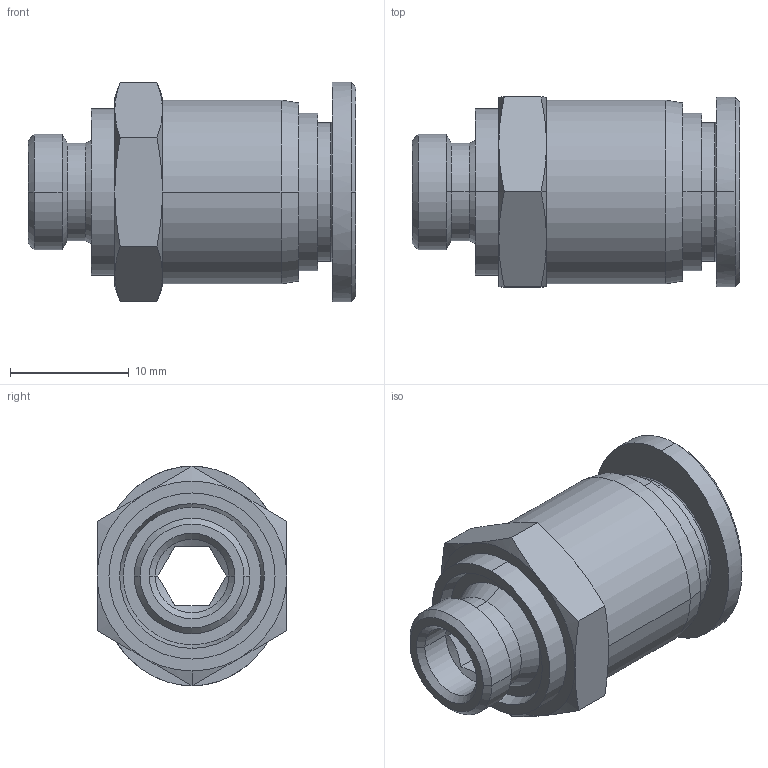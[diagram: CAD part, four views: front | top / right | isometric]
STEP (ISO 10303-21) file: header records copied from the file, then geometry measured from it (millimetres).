
FILE_DESCRIPTION (( 'STEP AP214' ), '1' );
FILE_NAME ('PC10-G01.stp', '2015-10-22T13:10:11', ( '' ), ( '' ), 'SwSTEP 2.0', 'SolidWorks 2015', '' );
FILE_SCHEMA (( 'AUTOMOTIVE_DESIGN' ));
Length unit declared in the file: millimetre
Products named in the file (2): ｦ+ﾃｦ1; PC10-G01
Assembly tree (1 placements, depth 2):
  PC10-G01
    ｦ+ﾃｦ1
Bounding box: 27.6 x 16 x 18.5 mm (x, y, z)
Volume: 2664.7 mm3; surface area: 2681.5 mm2
Topology: 1 solids, 1 shells, 456 faces, 1273 edges, 838 vertices
Faces by surface type: plane 398, cone 32, cylinder 17, bspline 9
Entity records: 15830 total; most frequent: CARTESIAN_POINT 3455, ORIENTED_EDGE 2546, DIRECTION 2191, EDGE_CURVE 1273, VECTOR 1157, LINE 1157, VERTEX_POINT 838, AXIS2_PLACEMENT_3D 517
